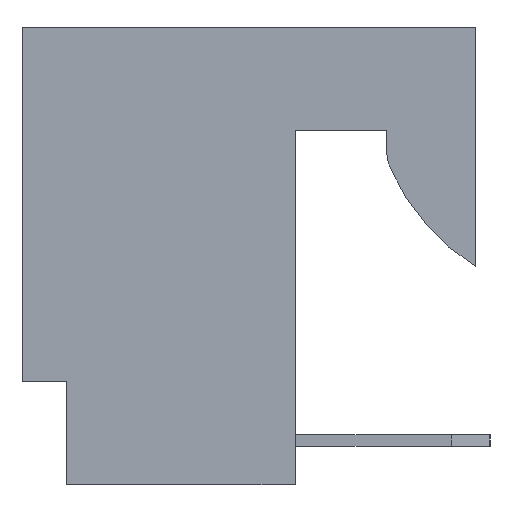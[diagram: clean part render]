
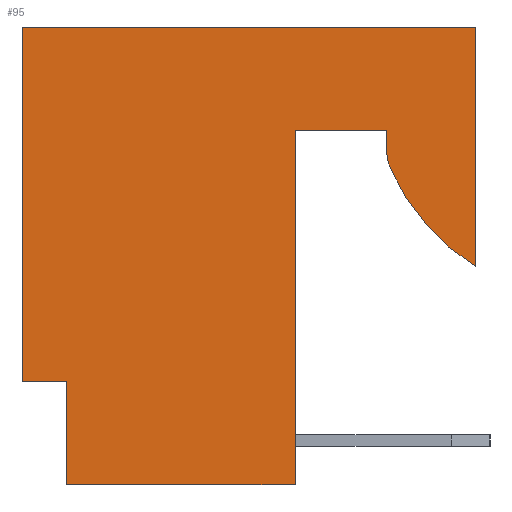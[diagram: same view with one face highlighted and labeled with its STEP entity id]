
A CAD part, left-side view. The second image highlights one B-rep face of the part: STEP entity #95.
In plain terms, the highlighted planar face has unit normal (-1, 0, 0).
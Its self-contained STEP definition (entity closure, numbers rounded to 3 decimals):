
#95=ADVANCED_FACE('',(#507),#508,.F.);
#507=FACE_OUTER_BOUND('',#1280,.T.);
#508=PLANE('',#1281);
#1280=EDGE_LOOP('',(#2193,#2194,#2195,#2196,#2197,#2198,#2199,#2200,#2201,#2202,#2203));
#1281=AXIS2_PLACEMENT_3D('',#2204,#2205,#2206);
#2193=ORIENTED_EDGE('',*,*,#5302,.F.);
#2194=ORIENTED_EDGE('',*,*,#5303,.F.);
#2195=ORIENTED_EDGE('',*,*,#5304,.F.);
#2196=ORIENTED_EDGE('',*,*,#5305,.F.);
#2197=ORIENTED_EDGE('',*,*,#5306,.F.);
#2198=ORIENTED_EDGE('',*,*,#5307,.F.);
#2199=ORIENTED_EDGE('',*,*,#5308,.F.);
#2200=ORIENTED_EDGE('',*,*,#5309,.F.);
#2201=ORIENTED_EDGE('',*,*,#5310,.F.);
#2202=ORIENTED_EDGE('',*,*,#5311,.F.);
#2203=ORIENTED_EDGE('',*,*,#5312,.F.);
#2204=CARTESIAN_POINT('',(-8.839,0.0,0.0));
#2205=DIRECTION('',(1.0,0.0,0.0));
#2206=DIRECTION('',(0.0,1.0,0.0));
#5302=EDGE_CURVE('',#6492,#6493,#6494,.T.);
#5303=EDGE_CURVE('',#6495,#6492,#6496,.T.);
#5304=EDGE_CURVE('',#6497,#6495,#6498,.T.);
#5305=EDGE_CURVE('',#6499,#6497,#6500,.T.);
#5306=EDGE_CURVE('',#6501,#6499,#6502,.T.);
#5307=EDGE_CURVE('',#6503,#6501,#6504,.T.);
#5308=EDGE_CURVE('',#6505,#6503,#6506,.T.);
#5309=EDGE_CURVE('',#6507,#6505,#6508,.T.);
#5310=EDGE_CURVE('',#6509,#6507,#6510,.T.);
#5311=EDGE_CURVE('',#6511,#6509,#6512,.T.);
#5312=EDGE_CURVE('',#6493,#6511,#6513,.T.);
#6492=VERTEX_POINT('',#8260);
#6493=VERTEX_POINT('',#8261);
#6494=LINE('',#8262,#8263);
#6495=VERTEX_POINT('',#8264);
#6496=LINE('',#8265,#8266);
#6497=VERTEX_POINT('',#8267);
#6498=LINE('',#8268,#8269);
#6499=VERTEX_POINT('',#8270);
#6500=LINE('',#8271,#8272);
#6501=VERTEX_POINT('',#8273);
#6502=LINE('',#8274,#8275);
#6503=VERTEX_POINT('',#8276);
#6504=LINE('',#8277,#8278);
#6505=VERTEX_POINT('',#8279);
#6506=LINE('',#8280,#8281);
#6507=VERTEX_POINT('',#8282);
#6508=LINE('',#8283,#8284);
#6509=VERTEX_POINT('',#8285);
#6510=CIRCLE('',#8286,0.762);
#6511=VERTEX_POINT('',#8287);
#6512=CIRCLE('',#8288,3.81);
#6513=LINE('',#8289,#8290);
#8260=CARTESIAN_POINT('',(-8.839,7.798,0.0));
#8261=CARTESIAN_POINT('',(-8.839,0.0,0.0));
#8262=CARTESIAN_POINT('',(-8.839,7.798,0.0));
#8263=VECTOR('',#10762,7.798);
#8264=CARTESIAN_POINT('',(-8.839,7.798,-6.096));
#8265=CARTESIAN_POINT('',(-8.839,7.798,-6.096));
#8266=VECTOR('',#10763,6.096);
#8267=CARTESIAN_POINT('',(-8.839,7.036,-6.096));
#8268=CARTESIAN_POINT('',(-8.839,7.036,-6.096));
#8269=VECTOR('',#10764,0.762);
#8270=CARTESIAN_POINT('',(-8.839,7.036,-7.874));
#8271=CARTESIAN_POINT('',(-8.839,7.036,-7.874));
#8272=VECTOR('',#10765,1.778);
#8273=CARTESIAN_POINT('',(-8.839,3.099,-7.874));
#8274=CARTESIAN_POINT('',(-8.839,3.099,-7.874));
#8275=VECTOR('',#10766,3.937);
#8276=CARTESIAN_POINT('',(-8.839,3.099,-1.778));
#8277=CARTESIAN_POINT('',(-8.839,3.099,-1.778));
#8278=VECTOR('',#10767,6.096);
#8279=CARTESIAN_POINT('',(-8.839,1.524,-1.778));
#8280=CARTESIAN_POINT('',(-8.839,1.524,-1.778));
#8281=VECTOR('',#10768,1.575);
#8282=CARTESIAN_POINT('',(-8.839,1.524,-2.125));
#8283=CARTESIAN_POINT('',(-8.839,1.524,-2.125));
#8284=VECTOR('',#10769,0.347);
#8285=CARTESIAN_POINT('',(-8.839,1.459,-2.434));
#8286=AXIS2_PLACEMENT_3D('',#10770,#10771,#10772);
#8287=CARTESIAN_POINT('',(-8.839,0.0,-4.117));
#8288=AXIS2_PLACEMENT_3D('',#10773,#10774,#10775);
#8289=CARTESIAN_POINT('',(-8.839,0.0,0.0));
#8290=VECTOR('',#10776,4.117);
#10762=DIRECTION('',(0.0,-1.0,0.0));
#10763=DIRECTION('',(0.0,0.0,1.0));
#10764=DIRECTION('',(0.0,1.0,0.0));
#10765=DIRECTION('',(0.0,0.0,1.0));
#10766=DIRECTION('',(0.0,1.0,0.0));
#10767=DIRECTION('',(0.0,0.0,-1.0));
#10768=DIRECTION('',(0.0,1.0,0.0));
#10769=DIRECTION('',(0.0,0.0,1.0));
#10770=CARTESIAN_POINT('',(-8.839,0.762,-2.125));
#10771=DIRECTION('',(1.0,0.0,0.0));
#10772=DIRECTION('',(0.0,0.914,-0.405));
#10773=CARTESIAN_POINT('',(-8.839,-2.024,-0.889));
#10774=DIRECTION('',(1.0,0.0,0.0));
#10775=DIRECTION('',(0.0,0.531,-0.847));
#10776=DIRECTION('',(0.0,0.0,-1.0));
